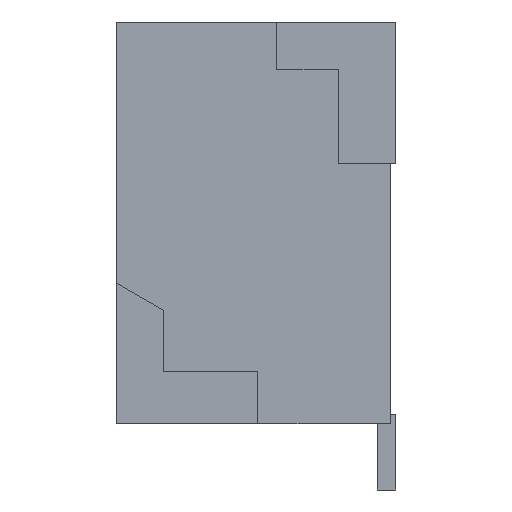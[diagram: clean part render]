
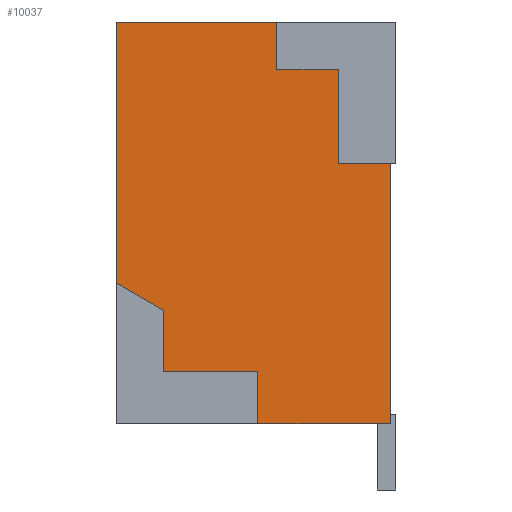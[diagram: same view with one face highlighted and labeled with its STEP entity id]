
A CAD part, left-side view. The second image highlights one B-rep face of the part: STEP entity #10037.
In plain terms, the highlighted planar face has unit normal (-1, 0, 0).
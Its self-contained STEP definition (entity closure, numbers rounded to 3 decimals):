
#70 = ORIENTED_EDGE ( 'NONE', *, *, #3735, .T. ) ;
#155 = LINE ( 'NONE', #3770, #3234 ) ;
#212 = CARTESIAN_POINT ( 'NONE',  ( -8., 0.06, 2.125 ) ) ;
#371 = VERTEX_POINT ( 'NONE', #9192 ) ;
#534 = CARTESIAN_POINT ( 'NONE',  ( -8., 2.96, 2.125 ) ) ;
#630 = LINE ( 'NONE', #4136, #1962 ) ;
#871 = DIRECTION ( 'NONE',  ( 0., 1., 0. ) ) ;
#946 = DIRECTION ( 'NONE',  ( 0., 0., 1. ) ) ;
#1095 = ORIENTED_EDGE ( 'NONE', *, *, #6563, .T. ) ;
#1140 = DIRECTION ( 'NONE',  ( 0., 0., 1. ) ) ;
#1172 = DIRECTION ( 'NONE',  ( 0., 1., 0. ) ) ;
#1180 = ORIENTED_EDGE ( 'NONE', *, *, #6146, .T. ) ;
#1414 = VERTEX_POINT ( 'NONE', #4098 ) ;
#1594 = VERTEX_POINT ( 'NONE', #9052 ) ;
#1962 = VECTOR ( 'NONE', #7219, 1000. ) ;
#2087 = LINE ( 'NONE', #5360, #5990 ) ;
#2089 = LINE ( 'NONE', #5361, #8173 ) ;
#2146 = EDGE_LOOP ( 'NONE', ( #3106, #5890, #5315, #5476, #7895, #5536, #70, #1180, #9774, #3019, #1095, #6252 ) ) ;
#2182 = VERTEX_POINT ( 'NONE', #5028 ) ;
#2226 = VERTEX_POINT ( 'NONE', #5157 ) ;
#2279 = EDGE_CURVE ( 'NONE', #6933, #2831, #5317, .T. ) ;
#2347 = VERTEX_POINT ( 'NONE', #9262 ) ;
#2448 = VERTEX_POINT ( 'NONE', #4913 ) ;
#2756 = EDGE_CURVE ( 'NONE', #2831, #5056, #7885, .T. ) ;
#2780 = VERTEX_POINT ( 'NONE', #6512 ) ;
#2831 = VERTEX_POINT ( 'NONE', #7380 ) ;
#3019 = ORIENTED_EDGE ( 'NONE', *, *, #8851, .T. ) ;
#3030 = DIRECTION ( 'NONE',  ( 0., -1., 0. ) ) ;
#3106 = ORIENTED_EDGE ( 'NONE', *, *, #8791, .T. ) ;
#3234 = VECTOR ( 'NONE', #6858, 1000. ) ;
#3463 = LINE ( 'NONE', #6568, #4002 ) ;
#3482 = CARTESIAN_POINT ( 'NONE',  ( -8., 2.96, 2.125 ) ) ;
#3735 = EDGE_CURVE ( 'NONE', #6933, #371, #155, .T. ) ;
#3770 = CARTESIAN_POINT ( 'NONE',  ( -8., 2.46, -0.925 ) ) ;
#3812 = DIRECTION ( 'NONE',  ( 0., 0., 1. ) ) ;
#4002 = VECTOR ( 'NONE', #9602, 1000. ) ;
#4070 = DIRECTION ( 'NONE',  ( 0., -1., 0. ) ) ;
#4098 = CARTESIAN_POINT ( 'NONE',  ( -8., 1.46, -1.575 ) ) ;
#4136 = CARTESIAN_POINT ( 'NONE',  ( -8., 0.61, 1.625 ) ) ;
#4913 = CARTESIAN_POINT ( 'NONE',  ( -8., 2.46, -1.575 ) ) ;
#4977 = LINE ( 'NONE', #8158, #6139 ) ;
#5011 = EDGE_CURVE ( 'NONE', #2182, #1594, #630, .T. ) ;
#5028 = CARTESIAN_POINT ( 'NONE',  ( -8., 0.61, 0.625 ) ) ;
#5056 = VERTEX_POINT ( 'NONE', #10519 ) ;
#5149 = LINE ( 'NONE', #8212, #5660 ) ;
#5157 = CARTESIAN_POINT ( 'NONE',  ( -8., 1.46, -2.125 ) ) ;
#5315 = ORIENTED_EDGE ( 'NONE', *, *, #9221, .T. ) ;
#5317 = LINE ( 'NONE', #8358, #8828 ) ;
#5349 = LINE ( 'NONE', #8382, #9839 ) ;
#5360 = CARTESIAN_POINT ( 'NONE',  ( -8., 1.46, -2.125 ) ) ;
#5361 = CARTESIAN_POINT ( 'NONE',  ( -8., 2.46, -1.575 ) ) ;
#5476 = ORIENTED_EDGE ( 'NONE', *, *, #7024, .T. ) ;
#5525 = VECTOR ( 'NONE', #3812, 1000. ) ;
#5536 = ORIENTED_EDGE ( 'NONE', *, *, #2279, .F. ) ;
#5660 = VECTOR ( 'NONE', #946, 1000. ) ;
#5822 = VECTOR ( 'NONE', #4070, 1000. ) ;
#5870 = AXIS2_PLACEMENT_3D ( 'NONE', #3482, #6582, #9617 ) ;
#5890 = ORIENTED_EDGE ( 'NONE', *, *, #5011, .T. ) ;
#5990 = VECTOR ( 'NONE', #8391, 1000. ) ;
#6139 = VECTOR ( 'NONE', #871, 1000. ) ;
#6146 = EDGE_CURVE ( 'NONE', #371, #2448, #2089, .T. ) ;
#6252 = ORIENTED_EDGE ( 'NONE', *, *, #9236, .T. ) ;
#6284 = CARTESIAN_POINT ( 'NONE',  ( -8., 2.96, -0.636 ) ) ;
#6345 = EDGE_CURVE ( 'NONE', #2448, #1414, #3463, .T. ) ;
#6512 = CARTESIAN_POINT ( 'NONE',  ( -8., 1.26, 1.625 ) ) ;
#6563 = EDGE_CURVE ( 'NONE', #2226, #8306, #6899, .T. ) ;
#6568 = CARTESIAN_POINT ( 'NONE',  ( -8., 1.46, -1.575 ) ) ;
#6582 = DIRECTION ( 'NONE',  ( 1., 0., 0. ) ) ;
#6858 = DIRECTION ( 'NONE',  ( 0., -0.866, -0.5 ) ) ;
#6899 = LINE ( 'NONE', #9969, #8981 ) ;
#6933 = VERTEX_POINT ( 'NONE', #6284 ) ;
#7024 = EDGE_CURVE ( 'NONE', #2780, #5056, #5149, .T. ) ;
#7219 = DIRECTION ( 'NONE',  ( 0., 0., 1. ) ) ;
#7320 = FACE_OUTER_BOUND ( 'NONE', #2146, .T. ) ;
#7380 = CARTESIAN_POINT ( 'NONE',  ( -8., 2.96, 2.125 ) ) ;
#7650 = LINE ( 'NONE', #212, #5525 ) ;
#7885 = LINE ( 'NONE', #534, #5822 ) ;
#7895 = ORIENTED_EDGE ( 'NONE', *, *, #2756, .F. ) ;
#7989 = CARTESIAN_POINT ( 'NONE',  ( -8., 0.06, -2.125 ) ) ;
#8158 = CARTESIAN_POINT ( 'NONE',  ( -8., 0.61, 0.625 ) ) ;
#8173 = VECTOR ( 'NONE', #8392, 1000. ) ;
#8212 = CARTESIAN_POINT ( 'NONE',  ( -8., 1.26, 2.125 ) ) ;
#8306 = VERTEX_POINT ( 'NONE', #7989 ) ;
#8358 = CARTESIAN_POINT ( 'NONE',  ( -8., 2.96, 2.125 ) ) ;
#8382 = CARTESIAN_POINT ( 'NONE',  ( -8., 1.26, 1.625 ) ) ;
#8391 = DIRECTION ( 'NONE',  ( 0., 0., -1. ) ) ;
#8392 = DIRECTION ( 'NONE',  ( 0., 0., -1. ) ) ;
#8791 = EDGE_CURVE ( 'NONE', #2347, #2182, #4977, .T. ) ;
#8828 = VECTOR ( 'NONE', #1140, 1000. ) ;
#8851 = EDGE_CURVE ( 'NONE', #1414, #2226, #2087, .T. ) ;
#8981 = VECTOR ( 'NONE', #3030, 1000. ) ;
#9052 = CARTESIAN_POINT ( 'NONE',  ( -8., 0.61, 1.625 ) ) ;
#9192 = CARTESIAN_POINT ( 'NONE',  ( -8., 2.46, -0.925 ) ) ;
#9221 = EDGE_CURVE ( 'NONE', #1594, #2780, #5349, .T. ) ;
#9236 = EDGE_CURVE ( 'NONE', #8306, #2347, #7650, .T. ) ;
#9262 = CARTESIAN_POINT ( 'NONE',  ( -8., 0.06, 0.625 ) ) ;
#9602 = DIRECTION ( 'NONE',  ( 0., -1., 0. ) ) ;
#9617 = DIRECTION ( 'NONE',  ( 0., 0., -1. ) ) ;
#9774 = ORIENTED_EDGE ( 'NONE', *, *, #6345, .T. ) ;
#9839 = VECTOR ( 'NONE', #1172, 1000. ) ;
#9969 = CARTESIAN_POINT ( 'NONE',  ( -8., 2.96, -2.125 ) ) ;
#10037 = ADVANCED_FACE ( 'NONE', ( #7320 ), #10425, .F. ) ;
#10425 = PLANE ( 'NONE',  #5870 ) ;
#10519 = CARTESIAN_POINT ( 'NONE',  ( -8., 1.26, 2.125 ) ) ;
